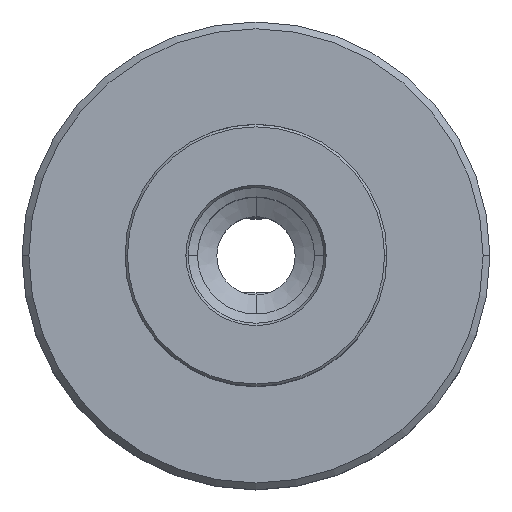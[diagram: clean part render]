
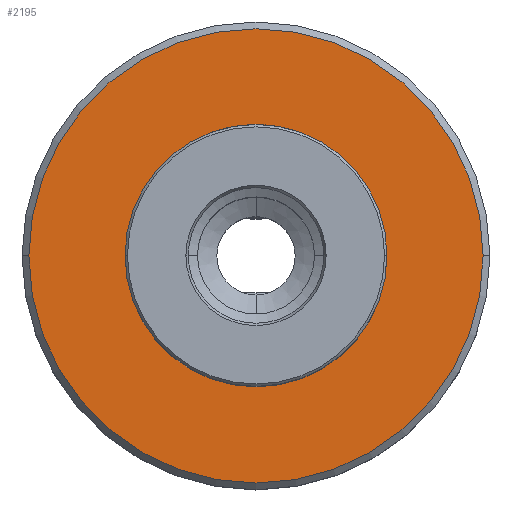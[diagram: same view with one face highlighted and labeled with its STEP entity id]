
A CAD part, top view. The second image highlights one B-rep face of the part: STEP entity #2195.
In plain terms, the highlighted planar face has unit normal (0, 0, 1).
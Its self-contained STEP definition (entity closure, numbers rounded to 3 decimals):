
#1913=VERTEX_POINT('NONE',#5340);
#1991=VERTEX_POINT('NONE',#5423);
#2183=EDGE_CURVE('NONE',#1913,#4535,#5637,.T.);
#2195=ADVANCED_FACE('NONE',(#5650,#5651),#5652,.F.);
#2223=VERTEX_POINT('NONE',#5680);
#2253=EDGE_CURVE('NONE',#1991,#2223,#5712,.T.);
#3407=EDGE_CURVE('NONE',#2223,#1991,#7003,.T.);
#4535=VERTEX_POINT('NONE',#8243);
#4831=EDGE_CURVE('NONE',#4535,#1913,#8569,.T.);
#5340=CARTESIAN_POINT('',(-24.275,0.,0.));
#5423=CARTESIAN_POINT('',(-13.9,0.,0.));
#5637=CIRCLE('',#10220,24.275);
#5650=FACE_OUTER_BOUND('',#10273,.T.);
#5651=FACE_BOUND('',#10274,.T.);
#5652=PLANE('',#10275);
#5680=CARTESIAN_POINT('',(13.9,0.,0.));
#5712=CIRCLE('',#10430,13.9);
#7003=CIRCLE('',#14089,13.9);
#8243=CARTESIAN_POINT('',(24.275,0.,0.));
#8569=CIRCLE('',#18234,24.275);
#10220=AXIS2_PLACEMENT_3D('',#19539,#19540,#19541);
#10273=EDGE_LOOP('',(#19557,#19558));
#10274=EDGE_LOOP('',(#19559,#19560));
#10275=AXIS2_PLACEMENT_3D('',#19561,#19562,#19563);
#10430=AXIS2_PLACEMENT_3D('',#19604,#19605,#19606);
#14089=AXIS2_PLACEMENT_3D('',#21002,#21003,#21004);
#18234=AXIS2_PLACEMENT_3D('',#22526,#22527,#22528);
#19539=CARTESIAN_POINT('',(0.0,0.0,0.));
#19540=DIRECTION('',(-0.0,0.0,1.0));
#19541=DIRECTION('',(0.0,-1.0,0.0));
#19557=ORIENTED_EDGE('',*,*,#2183,.T.);
#19558=ORIENTED_EDGE('',*,*,#4831,.T.);
#19559=ORIENTED_EDGE('',*,*,#3407,.T.);
#19560=ORIENTED_EDGE('',*,*,#2253,.T.);
#19561=CARTESIAN_POINT('',(0.0,0.0,0.0));
#19562=DIRECTION('',(0.0,0.0,-1.0));
#19563=DIRECTION('',(-1.0,0.0,0.0));
#19604=CARTESIAN_POINT('',(0.0,0.0,0.0));
#19605=DIRECTION('',(0.0,0.0,-1.0));
#19606=DIRECTION('',(0.0,1.0,0.0));
#21002=CARTESIAN_POINT('',(0.0,0.0,0.0));
#21003=DIRECTION('',(0.0,0.0,-1.0));
#21004=DIRECTION('',(0.0,1.0,0.0));
#22526=CARTESIAN_POINT('',(0.0,0.0,0.));
#22527=DIRECTION('',(-0.0,0.0,1.0));
#22528=DIRECTION('',(0.0,-1.0,0.0));
